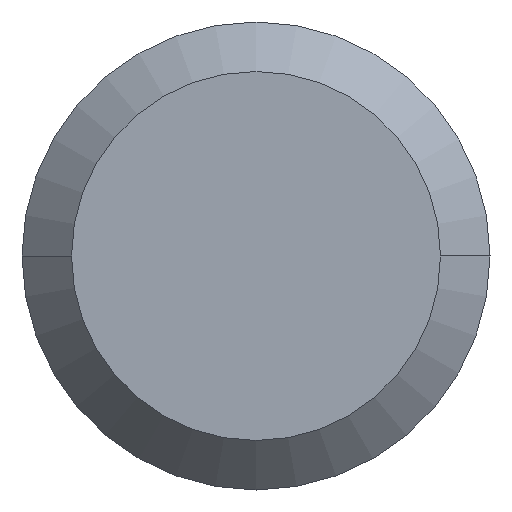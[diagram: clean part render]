
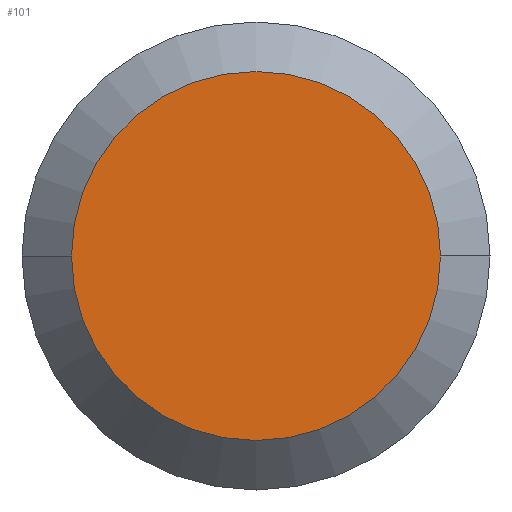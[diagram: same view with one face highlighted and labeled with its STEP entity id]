
A CAD part, left-side view. The second image highlights one B-rep face of the part: STEP entity #101.
In plain terms, the highlighted planar face has unit normal (-1, 0, 0).
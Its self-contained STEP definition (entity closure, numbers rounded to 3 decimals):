
#12 = DIRECTION ( 'NONE',  ( 0., -1., 0. ) ) ;
#20 = DIRECTION ( 'NONE',  ( 0., 1., 0. ) ) ;
#21 = AXIS2_PLACEMENT_3D ( 'NONE', #273, #50, #222 ) ;
#50 = DIRECTION ( 'NONE',  ( 1., 0., 0. ) ) ;
#56 = ORIENTED_EDGE ( 'NONE', *, *, #304, .F. ) ;
#68 = VERTEX_POINT ( 'NONE', #210 ) ;
#98 = AXIS2_PLACEMENT_3D ( 'NONE', #383, #228, #20 ) ;
#101 = ADVANCED_FACE ( 'NONE', ( #336 ), #374, .T. ) ;
#122 = DIRECTION ( 'NONE',  ( -1., 0., 0. ) ) ;
#177 = EDGE_CURVE ( 'NONE', #368, #68, #180, .T. ) ;
#180 = CIRCLE ( 'NONE', #21, 2.365 ) ;
#204 = CIRCLE ( 'NONE', #98, 2.365 ) ;
#210 = CARTESIAN_POINT ( 'NONE',  ( 0., 2.365, 0. ) ) ;
#215 = AXIS2_PLACEMENT_3D ( 'NONE', #370, #122, #12 ) ;
#222 = DIRECTION ( 'NONE',  ( 0., 1., 0. ) ) ;
#228 = DIRECTION ( 'NONE',  ( 1., 0., 0. ) ) ;
#244 = CARTESIAN_POINT ( 'NONE',  ( 0., -2.365, 0. ) ) ;
#247 = ORIENTED_EDGE ( 'NONE', *, *, #177, .F. ) ;
#273 = CARTESIAN_POINT ( 'NONE',  ( 0., 0., 0. ) ) ;
#304 = EDGE_CURVE ( 'NONE', #68, #368, #204, .T. ) ;
#336 = FACE_OUTER_BOUND ( 'NONE', #410, .T. ) ;
#368 = VERTEX_POINT ( 'NONE', #244 ) ;
#370 = CARTESIAN_POINT ( 'NONE',  ( 0., 0., 0. ) ) ;
#374 = PLANE ( 'NONE',  #215 ) ;
#383 = CARTESIAN_POINT ( 'NONE',  ( 0., 0., 0. ) ) ;
#410 = EDGE_LOOP ( 'NONE', ( #56, #247 ) ) ;
